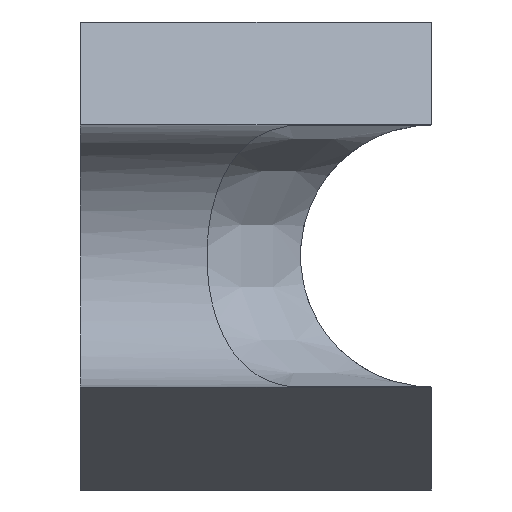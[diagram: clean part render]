
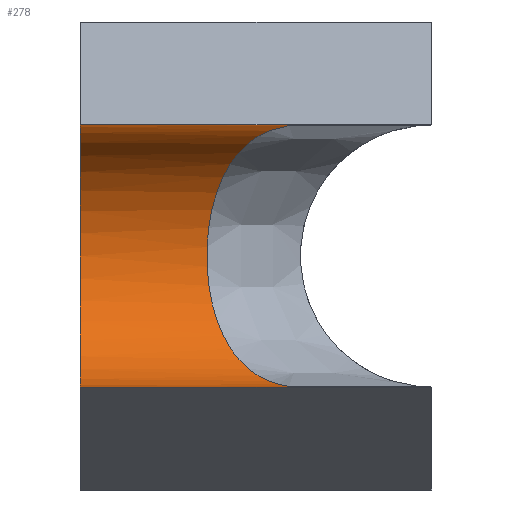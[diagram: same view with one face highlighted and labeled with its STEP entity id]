
A CAD part, left-side view. The second image highlights one B-rep face of the part: STEP entity #278.
In plain terms, the highlighted cylindrical face has radius 3.556 mm (diameter 7.112 mm), a partial arc.
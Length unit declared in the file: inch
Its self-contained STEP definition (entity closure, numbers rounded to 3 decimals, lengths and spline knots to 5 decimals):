
#24=CIRCLE('',#308,0.14);
#26=LINE('',#498,#48);
#27=LINE('',#501,#49);
#48=VECTOR('',#325,0.3937);
#49=VECTOR('',#328,0.3937);
#70=CYLINDRICAL_SURFACE('',#307,0.14);
#76=FACE_OUTER_BOUND('',#94,.T.);
#94=EDGE_LOOP('',(#199,#200,#201,#202,#203,#204));
#112=B_SPLINE_CURVE_WITH_KNOTS('',3,(#436,#437,#438,#439,#440,#441,#442,
#443,#444,#445),.UNSPECIFIED.,.F.,.F.,(4,1,1,1,1,1,1,4),(-4.13367,
-3.85022,-3.56677,-3.28332,-2.99987,
-2.71642,-2.43296,-2.14951),.UNSPECIFIED.);
#114=B_SPLINE_CURVE_WITH_KNOTS('',3,(#467,#468,#469,#470),.UNSPECIFIED.,
 .F.,.F.,(4,4),(-1.,0.),.UNSPECIFIED.);
#115=B_SPLINE_CURVE_WITH_KNOTS('',3,(#488,#489,#490,#491),.UNSPECIFIED.,
 .F.,.F.,(4,4),(0.,1.),.UNSPECIFIED.);
#125=VERTEX_POINT('',#414);
#128=VERTEX_POINT('',#431);
#129=VERTEX_POINT('',#462);
#130=VERTEX_POINT('',#487);
#131=VERTEX_POINT('',#497);
#132=VERTEX_POINT('',#499);
#152=EDGE_CURVE('',#128,#125,#112,.T.);
#154=EDGE_CURVE('',#129,#128,#114,.T.);
#155=EDGE_CURVE('',#125,#130,#115,.T.);
#157=EDGE_CURVE('',#129,#131,#26,.T.);
#158=EDGE_CURVE('',#131,#132,#24,.T.);
#159=EDGE_CURVE('',#130,#132,#27,.T.);
#199=ORIENTED_EDGE('',*,*,#155,.F.);
#200=ORIENTED_EDGE('',*,*,#152,.F.);
#201=ORIENTED_EDGE('',*,*,#154,.F.);
#202=ORIENTED_EDGE('',*,*,#157,.T.);
#203=ORIENTED_EDGE('',*,*,#158,.T.);
#204=ORIENTED_EDGE('',*,*,#159,.F.);
#278=ADVANCED_FACE('',(#76),#70,.F.);
#307=AXIS2_PLACEMENT_3D('',#496,#323,#324);
#308=AXIS2_PLACEMENT_3D('',#500,#326,#327);
#323=DIRECTION('center_axis',(0.,1.,0.));
#324=DIRECTION('ref_axis',(1.,0.,0.));
#325=DIRECTION('',(0.,1.,0.));
#326=DIRECTION('center_axis',(0.,1.,0.));
#327=DIRECTION('ref_axis',(1.,0.,0.));
#328=DIRECTION('',(0.,1.,0.));
#414=CARTESIAN_POINT('',(-0.12486,-0.22264,0.11082));
#431=CARTESIAN_POINT('',(-0.12486,-0.22264,0.38918));
#436=CARTESIAN_POINT('Ctrl Pts',(-0.12486,-0.22264,
0.38918));
#437=CARTESIAN_POINT('Ctrl Pts',(-0.10926,-0.20951,
0.38748));
#438=CARTESIAN_POINT('Ctrl Pts',(-0.07694,-0.18429,
0.37868));
#439=CARTESIAN_POINT('Ctrl Pts',(-0.03059,-0.1531,
0.34437));
#440=CARTESIAN_POINT('Ctrl Pts',(0.00122,-0.13425,
0.28562));
#441=CARTESIAN_POINT('Ctrl Pts',(0.00131,-0.13422,
0.21431));
#442=CARTESIAN_POINT('Ctrl Pts',(-0.03056,-0.1531,
0.15569));
#443=CARTESIAN_POINT('Ctrl Pts',(-0.07695,-0.18429,
0.1213));
#444=CARTESIAN_POINT('Ctrl Pts',(-0.10926,-0.20951,
0.11252));
#445=CARTESIAN_POINT('Ctrl Pts',(-0.12486,-0.22264,
0.11082));
#462=CARTESIAN_POINT('',(-0.14,-0.375,0.39));
#467=CARTESIAN_POINT('Ctrl Pts',(-0.14,-0.375,0.39));
#468=CARTESIAN_POINT('Ctrl Pts',(-0.13494,-0.32421,
0.39));
#469=CARTESIAN_POINT('Ctrl Pts',(-0.12988,-0.27343,
0.38973));
#470=CARTESIAN_POINT('Ctrl Pts',(-0.12486,-0.22264,
0.38918));
#487=CARTESIAN_POINT('',(-0.14,-0.375,0.11));
#488=CARTESIAN_POINT('Ctrl Pts',(-0.12486,-0.22264,
0.11082));
#489=CARTESIAN_POINT('Ctrl Pts',(-0.12988,-0.27343,
0.11027));
#490=CARTESIAN_POINT('Ctrl Pts',(-0.13494,-0.32421,
0.11));
#491=CARTESIAN_POINT('Ctrl Pts',(-0.14,-0.375,0.11));
#496=CARTESIAN_POINT('Origin',(-0.14,-0.375,0.25));
#497=CARTESIAN_POINT('',(-0.14,0.,0.39));
#498=CARTESIAN_POINT('',(-0.14,-0.375,0.39));
#499=CARTESIAN_POINT('',(-0.14,0.,0.11));
#500=CARTESIAN_POINT('Origin',(-0.14,0.,0.25));
#501=CARTESIAN_POINT('',(-0.14,-0.375,0.11));
